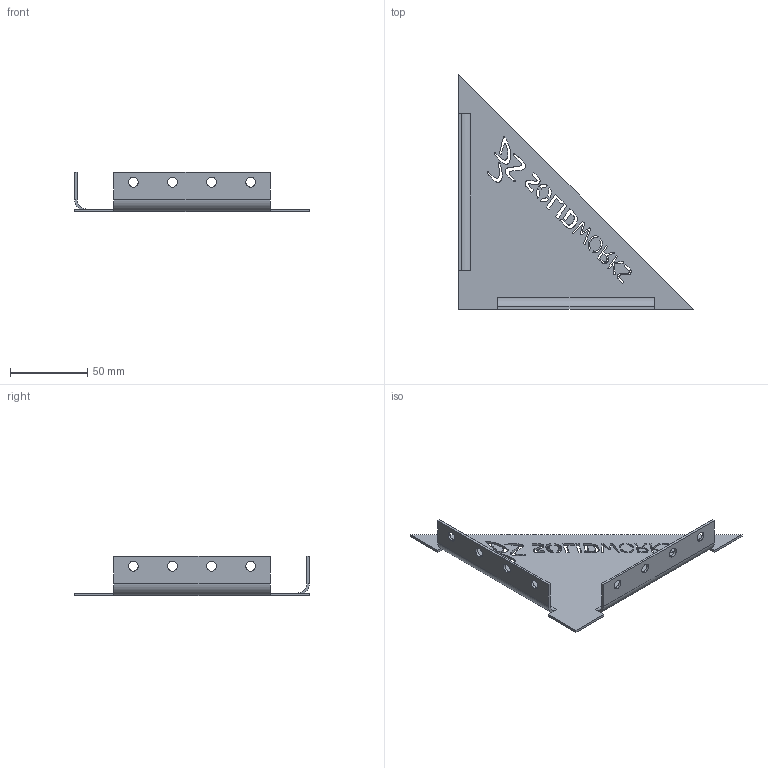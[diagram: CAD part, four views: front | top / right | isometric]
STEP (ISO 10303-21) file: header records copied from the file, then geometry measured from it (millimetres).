
FILE_DESCRIPTION (( 'STEP AP203' ), '1' );
FILE_NAME ('P-22 SupportTriangleSolidworks.STEP', '2015-01-26T19:34:55', ( '' ), ( '' ), 'SwSTEP 2.0', 'SolidWorks 2014', '' );
FILE_SCHEMA (( 'CONFIG_CONTROL_DESIGN' ));
Length unit declared in the file: inch
Products named in the file (1): P-22 SupportTriangleSolidworks
Bounding box: 152.43 x 152.43 x 25.4 mm (x, y, z)
Volume: 23956.4 mm3; surface area: 32510.3 mm2
Topology: 1 solids, 1 shells, 243 faces, 711 edges, 470 vertices
Faces by surface type: bspline 112, plane 111, cylinder 20
Entity records: 8720 total; most frequent: CARTESIAN_POINT 2829, ORIENTED_EDGE 1422, DIRECTION 795, EDGE_CURVE 711, VERTEX_POINT 470, LINE 443, VECTOR 443, EDGE_LOOP 297
